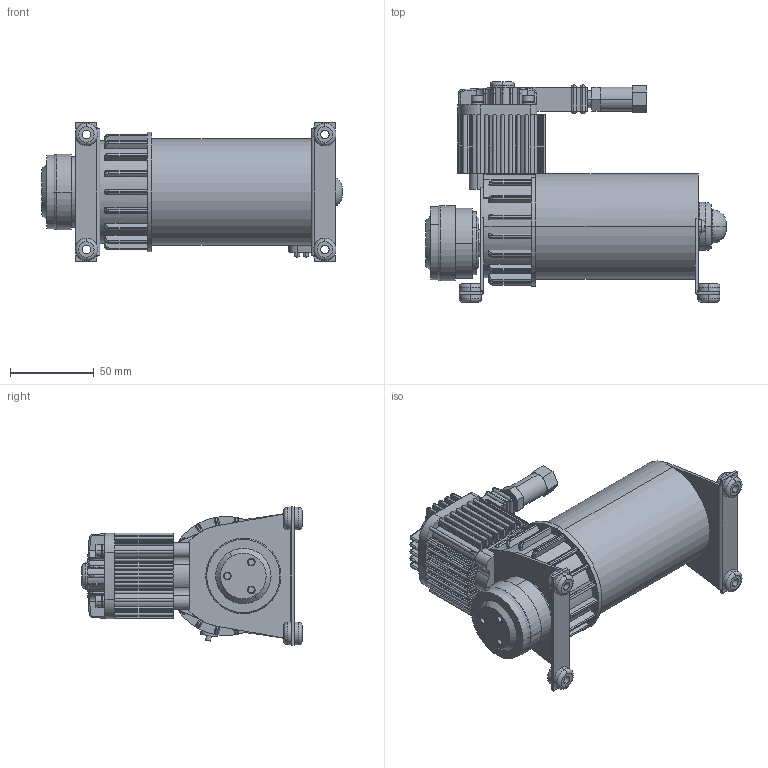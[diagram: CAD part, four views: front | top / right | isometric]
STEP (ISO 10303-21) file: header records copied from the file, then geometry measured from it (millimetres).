
FILE_DESCRIPTION (( 'STEP AP214' ), '1' );
FILE_NAME ('Pneumatic_Compressor_1.1_Pump_AM-3227 with gap fill filter .STEP', '2017-02-01T21:41:44', ( '' ), ( '' ), 'SwSTEP 2.0', 'SolidWorks 2017', '' );
FILE_SCHEMA (( 'AUTOMOTIVE_DESIGN' ));
Length unit declared in the file: inch
Products named in the file (1): Pneumatic_Compressor_1.1_Pump_AM-3227 with gap fill filter 
Bounding box: 179.39 x 131.34 x 82.8 mm (x, y, z)
Volume: 600307.2 mm3; surface area: 101789.6 mm2
Topology: 13 solids, 13 shells, 1757 faces, 4667 edges, 2923 vertices
Faces by surface type: cylinder 785, plane 685, torus 140, cone 79, sphere 44, bspline 24
Entity records: 74828 total; most frequent: CARTESIAN_POINT 11661, DIRECTION 9964, ORIENTED_EDGE 9198, EDGE_CURVE 4599, AXIS2_PLACEMENT_3D 3829, VERTEX_POINT 2902, VECTOR 2306, LINE 2306
